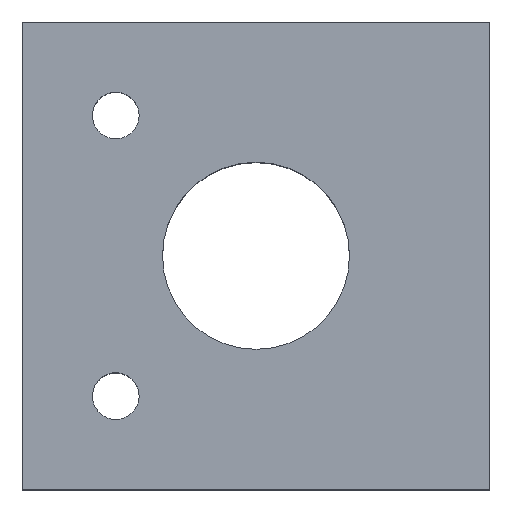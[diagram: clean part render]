
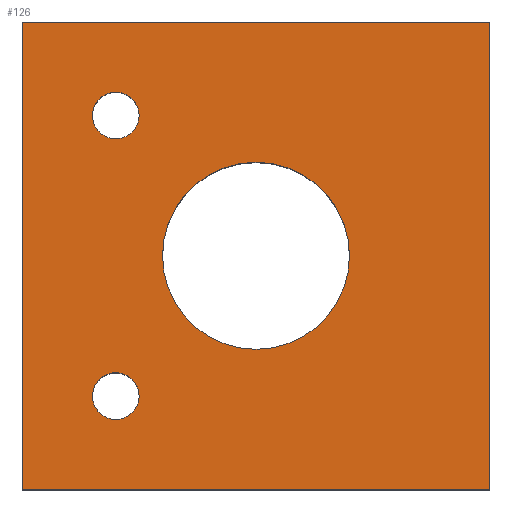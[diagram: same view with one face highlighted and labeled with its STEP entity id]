
A CAD part, top view. The second image highlights one B-rep face of the part: STEP entity #126.
In plain terms, the highlighted planar face has unit normal (0, 0, 1).
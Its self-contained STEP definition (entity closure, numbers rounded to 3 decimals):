
#27=CARTESIAN_POINT('',(0.0,0.0,50.0));
#28=DIRECTION('',(0.0,0.0,-1.0));
#29=DIRECTION('',(-1.0,0.0,0.0));
#30=AXIS2_PLACEMENT_3D('',#27,#28,#29);
#31=PLANE('',#30);
#32=CARTESIAN_POINT('',(0.,100.0,50.0));
#33=VERTEX_POINT('',#32);
#34=CARTESIAN_POINT('',(0.0,0.0,50.0));
#35=VERTEX_POINT('',#34);
#36=CARTESIAN_POINT('',(0.,100.0,50.0));
#37=DIRECTION('',(0.,-1.0,0.0));
#38=VECTOR('',#37,100.0);
#39=LINE('',#36,#38);
#40=EDGE_CURVE('',#33,#35,#39,.T.);
#41=ORIENTED_EDGE('',*,*,#40,.T.);
#42=CARTESIAN_POINT('',(100.0,0.0,50.0));
#43=VERTEX_POINT('',#42);
#44=CARTESIAN_POINT('',(0.0,0.0,50.0));
#45=DIRECTION('',(1.0,0.0,0.0));
#46=VECTOR('',#45,100.0);
#47=LINE('',#44,#46);
#48=EDGE_CURVE('',#35,#43,#47,.T.);
#49=ORIENTED_EDGE('',*,*,#48,.T.);
#50=CARTESIAN_POINT('',(100.0,100.0,50.0));
#51=VERTEX_POINT('',#50);
#52=CARTESIAN_POINT('',(100.0,0.0,50.0));
#53=DIRECTION('',(0.,1.0,0.0));
#54=VECTOR('',#53,100.0);
#55=LINE('',#52,#54);
#56=EDGE_CURVE('',#43,#51,#55,.T.);
#57=ORIENTED_EDGE('',*,*,#56,.T.);
#58=CARTESIAN_POINT('',(100.0,100.0,50.0));
#59=DIRECTION('',(-1.0,0.0,0.0));
#60=VECTOR('',#59,100.0);
#61=LINE('',#58,#60);
#62=EDGE_CURVE('',#51,#33,#61,.T.);
#63=ORIENTED_EDGE('',*,*,#62,.T.);
#64=EDGE_LOOP('',(#41,#49,#57,#63));
#65=FACE_BOUND('',#64,.T.);
#66=CARTESIAN_POINT('',(15.0,80.0,50.0));
#67=VERTEX_POINT('',#66);
#68=CARTESIAN_POINT('',(25.0,80.0,50.0));
#69=VERTEX_POINT('',#68);
#70=CARTESIAN_POINT('',(20.0,80.0,50.0));
#71=DIRECTION('',(0.0,0.0,1.0));
#72=DIRECTION('',(1.0,0.0,-0.0));
#73=AXIS2_PLACEMENT_3D('',#70,#71,#72);
#74=CIRCLE('',#73,5.0);
#75=EDGE_CURVE('',#67,#69,#74,.T.);
#76=ORIENTED_EDGE('',*,*,#75,.F.);
#77=CARTESIAN_POINT('',(20.0,80.0,50.0));
#78=DIRECTION('',(0.0,0.0,1.0));
#79=DIRECTION('',(1.0,0.0,-0.0));
#80=AXIS2_PLACEMENT_3D('',#77,#78,#79);
#81=CIRCLE('',#80,5.0);
#82=EDGE_CURVE('',#69,#67,#81,.T.);
#83=ORIENTED_EDGE('',*,*,#82,.F.);
#84=EDGE_LOOP('',(#76,#83));
#85=FACE_BOUND('',#84,.T.);
#86=CARTESIAN_POINT('',(15.0,20.0,50.0));
#87=VERTEX_POINT('',#86);
#88=CARTESIAN_POINT('',(25.0,20.0,50.0));
#89=VERTEX_POINT('',#88);
#90=CARTESIAN_POINT('',(20.0,20.0,50.0));
#91=DIRECTION('',(0.0,0.0,1.0));
#92=DIRECTION('',(1.0,0.0,-0.0));
#93=AXIS2_PLACEMENT_3D('',#90,#91,#92);
#94=CIRCLE('',#93,5.0);
#95=EDGE_CURVE('',#87,#89,#94,.T.);
#96=ORIENTED_EDGE('',*,*,#95,.F.);
#97=CARTESIAN_POINT('',(20.0,20.0,50.0));
#98=DIRECTION('',(0.0,0.0,1.0));
#99=DIRECTION('',(1.0,0.0,-0.0));
#100=AXIS2_PLACEMENT_3D('',#97,#98,#99);
#101=CIRCLE('',#100,5.0);
#102=EDGE_CURVE('',#89,#87,#101,.T.);
#103=ORIENTED_EDGE('',*,*,#102,.F.);
#104=EDGE_LOOP('',(#96,#103));
#105=FACE_BOUND('',#104,.T.);
#106=CARTESIAN_POINT('',(30.0,50.0,50.0));
#107=VERTEX_POINT('',#106);
#108=CARTESIAN_POINT('',(70.0,50.0,50.0));
#109=VERTEX_POINT('',#108);
#110=CARTESIAN_POINT('',(50.0,50.0,50.0));
#111=DIRECTION('',(0.0,0.0,1.0));
#112=DIRECTION('',(1.0,0.0,-0.0));
#113=AXIS2_PLACEMENT_3D('',#110,#111,#112);
#114=CIRCLE('',#113,20.0);
#115=EDGE_CURVE('',#107,#109,#114,.T.);
#116=ORIENTED_EDGE('',*,*,#115,.F.);
#117=CARTESIAN_POINT('',(50.0,50.0,50.0));
#118=DIRECTION('',(0.0,0.0,1.0));
#119=DIRECTION('',(1.0,0.0,-0.0));
#120=AXIS2_PLACEMENT_3D('',#117,#118,#119);
#121=CIRCLE('',#120,20.0);
#122=EDGE_CURVE('',#109,#107,#121,.T.);
#123=ORIENTED_EDGE('',*,*,#122,.F.);
#124=EDGE_LOOP('',(#116,#123));
#125=FACE_BOUND('',#124,.T.);
#126=ADVANCED_FACE('',(#65,#85,#105,#125),#31,.F.);
